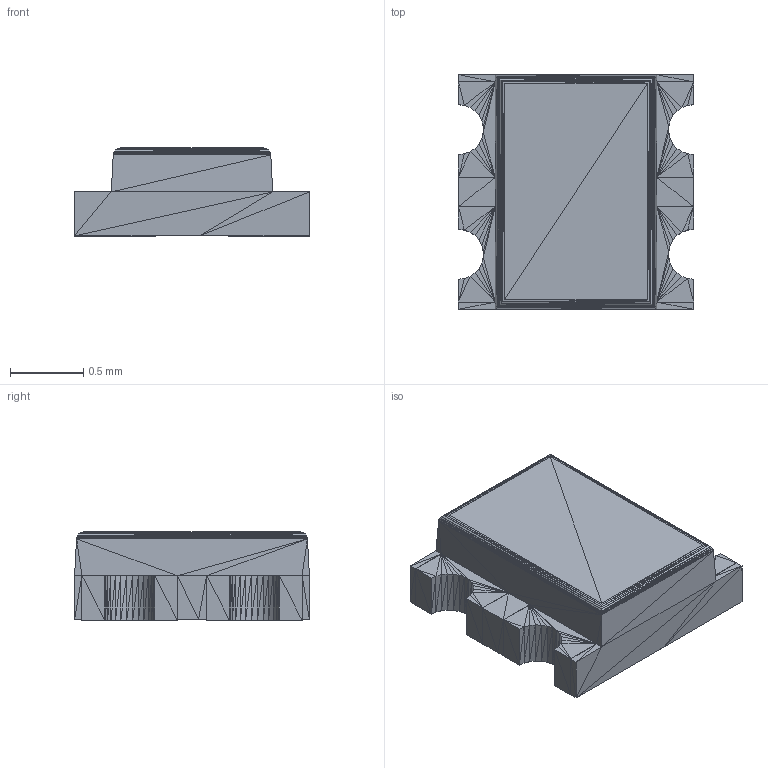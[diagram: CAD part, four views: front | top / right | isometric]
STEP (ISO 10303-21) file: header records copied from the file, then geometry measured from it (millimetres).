
FILE_DESCRIPTION(('auto-generated'),'2;1');
FILE_SCHEMA(('CONFIG_CONTROL_DESIGN'));
Bounding box: 1.6 x 1.6 x 0.6 mm (x, y, z)
Surface area: 8.4 mm2 (no closed solid volume)
Topology: 0 solids, 17 shells, 894 faces, 1513 edges, 629 vertices
Faces by surface type: plane 894
Entity records: 14131 total; most frequent: ORIENTED_EDGE 2682, DIRECTION 1802, LINE 1513, EDGE_CURVE 1513, AXIS2_PLACEMENT_3D 895, PLANE 894, EDGE_LOOP 894, FACE_BOUND 894
